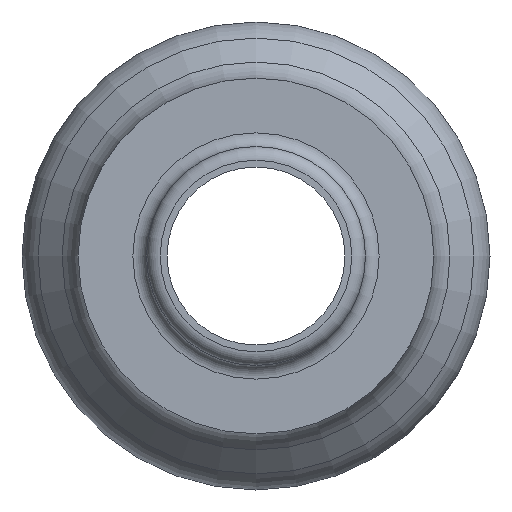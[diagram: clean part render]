
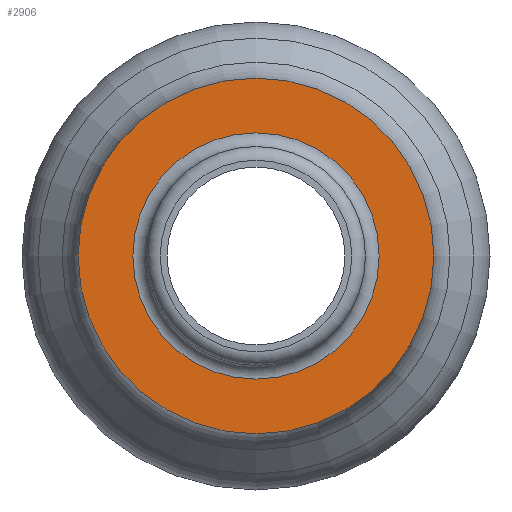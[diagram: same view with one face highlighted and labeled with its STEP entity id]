
A CAD part, left-side view. The second image highlights one B-rep face of the part: STEP entity #2906.
In plain terms, the highlighted planar face has unit normal (-1, 0, 0).
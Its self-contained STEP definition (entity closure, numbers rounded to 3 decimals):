
#53 = ORIENTED_EDGE ( 'NONE', *, *, #3104, .T. ) ;
#108 = ORIENTED_EDGE ( 'NONE', *, *, #3102, .F. ) ;
#449 = AXIS2_PLACEMENT_3D ( 'NONE', #5370, #5560, #5375 ) ;
#626 = AXIS2_PLACEMENT_3D ( 'NONE', #5531, #5372, #5369 ) ;
#679 = VERTEX_POINT ( 'NONE', #5930 ) ;
#681 = VERTEX_POINT ( 'NONE', #5932 ) ;
#1959 = EDGE_LOOP ( 'NONE', ( #53 ) ) ;
#1964 = EDGE_LOOP ( 'NONE', ( #108 ) ) ;
#2906 = ADVANCED_FACE ( 'NONE', ( #5273, #5275 ), #4125, .F. ) ;
#3102 = EDGE_CURVE ( 'NONE', #681, #681, #3348, .T. ) ;
#3104 = EDGE_CURVE ( 'NONE', #679, #679, #3417, .T. ) ;
#3233 = AXIS2_PLACEMENT_3D ( 'NONE', #4042, #4299, #4195 ) ;
#3348 = CIRCLE ( 'NONE', #449, 4.5 ) ;
#3417 = CIRCLE ( 'NONE', #626, 6.5 ) ;
#4042 = CARTESIAN_POINT ( 'NONE',  ( 20., 6.5, 0. ) ) ;
#4125 = PLANE ( 'NONE',  #3233 ) ;
#4195 = DIRECTION ( 'NONE',  ( 0., 0., -1. ) ) ;
#4299 = DIRECTION ( 'NONE',  ( 1., 0., 0. ) ) ;
#5273 = FACE_BOUND ( 'NONE', #1964, .T. ) ;
#5275 = FACE_OUTER_BOUND ( 'NONE', #1959, .T. ) ;
#5369 = DIRECTION ( 'NONE',  ( 0., 0., 1. ) ) ;
#5370 = CARTESIAN_POINT ( 'NONE',  ( 20., 0., 0. ) ) ;
#5372 = DIRECTION ( 'NONE',  ( -1., 0., 0. ) ) ;
#5375 = DIRECTION ( 'NONE',  ( 0., 0., 1. ) ) ;
#5531 = CARTESIAN_POINT ( 'NONE',  ( 20., 0., 0. ) ) ;
#5560 = DIRECTION ( 'NONE',  ( -1., 0., 0. ) ) ;
#5930 = CARTESIAN_POINT ( 'NONE',  ( 20., 0., 6.5 ) ) ;
#5932 = CARTESIAN_POINT ( 'NONE',  ( 20., 0., 4.5 ) ) ;
